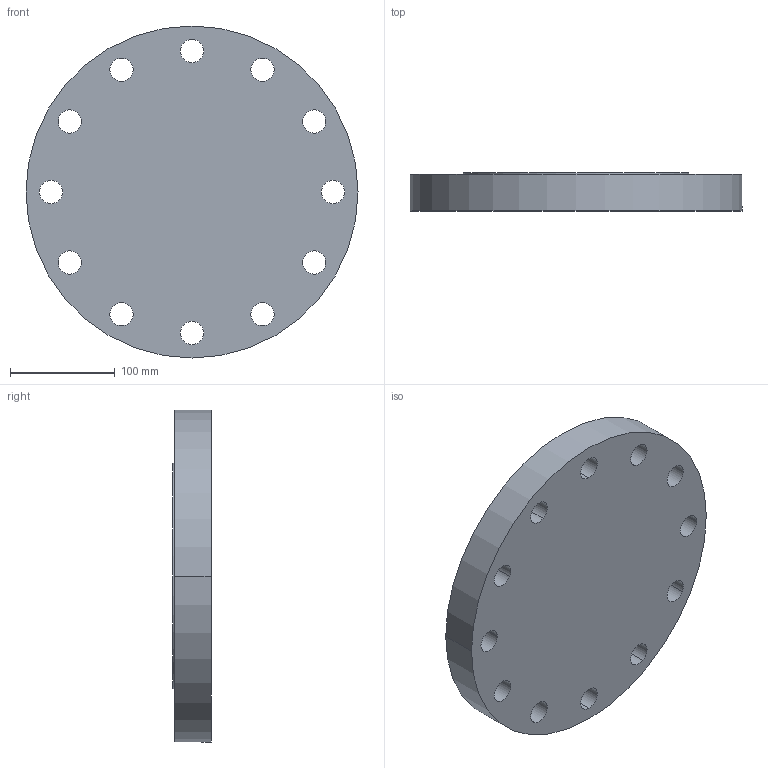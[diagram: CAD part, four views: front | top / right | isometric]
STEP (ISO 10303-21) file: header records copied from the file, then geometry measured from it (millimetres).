
FILE_DESCRIPTION (( 'STEP AP203' ), '1' );
FILE_NAME ('3D_R284_PN300_DN150_17835620.STEP', '2024-07-05T08:42:57', ( '' ), ( '' ), 'SwSTEP 2.0', 'SolidWorks 2024', '' );
FILE_SCHEMA (( 'CONFIG_CONTROL_DESIGN' ));
Length unit declared in the file: millimetre
Products named in the file (1): 3D_R284_PN300_DN150_17835620
Bounding box: 317.5 x 36.5 x 317.5 mm (x, y, z)
Volume: 2658143.6 mm3; surface area: 214208.9 mm2
Topology: 1 solids, 1 shells, 31 faces, 84 edges, 56 vertices
Faces by surface type: cylinder 28, plane 3
Entity records: 1139 total; most frequent: DIRECTION 204, CARTESIAN_POINT 172, ORIENTED_EDGE 168, AXIS2_PLACEMENT_3D 88, EDGE_CURVE 84, VERTEX_POINT 56, CIRCLE 56, EDGE_LOOP 56
